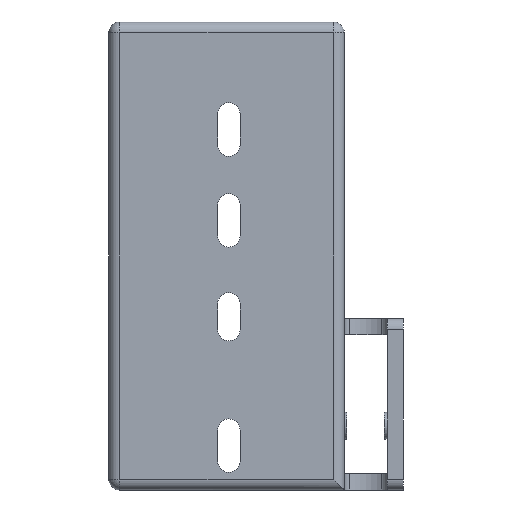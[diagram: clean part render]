
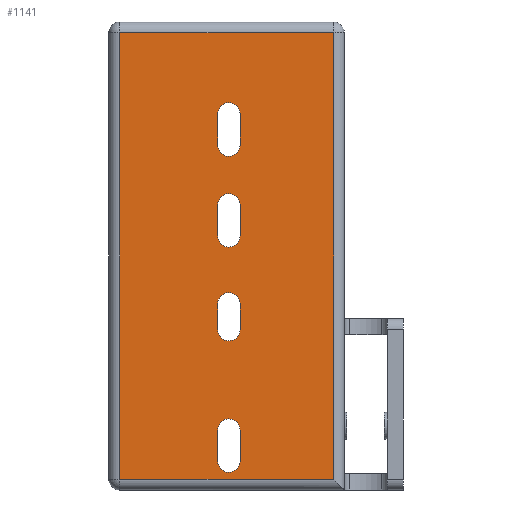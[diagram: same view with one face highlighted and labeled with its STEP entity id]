
A CAD part, front view. The second image highlights one B-rep face of the part: STEP entity #1141.
In plain terms, the highlighted planar face has unit normal (0, -1, 0).
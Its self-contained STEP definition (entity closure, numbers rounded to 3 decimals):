
#29=FACE_BOUND('',#172,.T.);
#30=FACE_BOUND('',#173,.T.);
#31=FACE_BOUND('',#174,.T.);
#32=FACE_BOUND('',#175,.T.);
#49=PLANE('',#1265);
#102=FACE_OUTER_BOUND('',#171,.T.);
#171=EDGE_LOOP('',(#932,#933,#934,#935));
#172=EDGE_LOOP('',(#936,#937,#938,#939));
#173=EDGE_LOOP('',(#940,#941,#942,#943));
#174=EDGE_LOOP('',(#944,#945,#946,#947));
#175=EDGE_LOOP('',(#948,#949,#950,#951));
#257=LINE('',#1886,#358);
#259=LINE('',#1899,#360);
#260=LINE('',#1902,#361);
#263=LINE('',#1907,#364);
#269=LINE('',#1923,#370);
#270=LINE('',#1927,#371);
#271=LINE('',#1931,#372);
#272=LINE('',#1935,#373);
#273=LINE('',#1939,#374);
#274=LINE('',#1943,#375);
#275=LINE('',#1947,#376);
#276=LINE('',#1951,#377);
#358=VECTOR('',#1499,10.);
#360=VECTOR('',#1515,10.);
#361=VECTOR('',#1520,10.);
#364=VECTOR('',#1527,10.);
#370=VECTOR('',#1543,10.);
#371=VECTOR('',#1546,10.);
#372=VECTOR('',#1549,10.);
#373=VECTOR('',#1552,10.);
#374=VECTOR('',#1555,10.);
#375=VECTOR('',#1558,10.);
#376=VECTOR('',#1561,10.);
#377=VECTOR('',#1564,10.);
#449=CIRCLE('',#1266,2.1);
#450=CIRCLE('',#1267,2.1);
#451=CIRCLE('',#1268,2.1);
#452=CIRCLE('',#1269,2.1);
#453=CIRCLE('',#1270,2.1);
#454=CIRCLE('',#1271,2.1);
#455=CIRCLE('',#1272,2.1);
#456=CIRCLE('',#1273,2.1);
#531=VERTEX_POINT('',#1875);
#532=VERTEX_POINT('',#1879);
#535=VERTEX_POINT('',#1892);
#537=VERTEX_POINT('',#1898);
#541=VERTEX_POINT('',#1921);
#542=VERTEX_POINT('',#1922);
#543=VERTEX_POINT('',#1924);
#544=VERTEX_POINT('',#1926);
#545=VERTEX_POINT('',#1929);
#546=VERTEX_POINT('',#1930);
#547=VERTEX_POINT('',#1932);
#548=VERTEX_POINT('',#1934);
#549=VERTEX_POINT('',#1937);
#550=VERTEX_POINT('',#1938);
#551=VERTEX_POINT('',#1940);
#552=VERTEX_POINT('',#1942);
#553=VERTEX_POINT('',#1945);
#554=VERTEX_POINT('',#1946);
#555=VERTEX_POINT('',#1948);
#556=VERTEX_POINT('',#1950);
#669=EDGE_CURVE('',#532,#531,#257,.T.);
#675=EDGE_CURVE('',#537,#532,#259,.T.);
#677=EDGE_CURVE('',#535,#537,#260,.T.);
#680=EDGE_CURVE('',#531,#535,#263,.T.);
#687=EDGE_CURVE('',#541,#542,#269,.T.);
#688=EDGE_CURVE('',#542,#543,#449,.T.);
#689=EDGE_CURVE('',#543,#544,#270,.T.);
#690=EDGE_CURVE('',#544,#541,#450,.T.);
#691=EDGE_CURVE('',#545,#546,#271,.T.);
#692=EDGE_CURVE('',#546,#547,#451,.T.);
#693=EDGE_CURVE('',#547,#548,#272,.T.);
#694=EDGE_CURVE('',#548,#545,#452,.T.);
#695=EDGE_CURVE('',#549,#550,#273,.T.);
#696=EDGE_CURVE('',#550,#551,#453,.T.);
#697=EDGE_CURVE('',#551,#552,#274,.T.);
#698=EDGE_CURVE('',#552,#549,#454,.T.);
#699=EDGE_CURVE('',#553,#554,#275,.T.);
#700=EDGE_CURVE('',#554,#555,#455,.T.);
#701=EDGE_CURVE('',#555,#556,#276,.T.);
#702=EDGE_CURVE('',#556,#553,#456,.T.);
#932=ORIENTED_EDGE('',*,*,#669,.F.);
#933=ORIENTED_EDGE('',*,*,#675,.F.);
#934=ORIENTED_EDGE('',*,*,#677,.F.);
#935=ORIENTED_EDGE('',*,*,#680,.F.);
#936=ORIENTED_EDGE('',*,*,#687,.T.);
#937=ORIENTED_EDGE('',*,*,#688,.T.);
#938=ORIENTED_EDGE('',*,*,#689,.T.);
#939=ORIENTED_EDGE('',*,*,#690,.T.);
#940=ORIENTED_EDGE('',*,*,#691,.T.);
#941=ORIENTED_EDGE('',*,*,#692,.T.);
#942=ORIENTED_EDGE('',*,*,#693,.T.);
#943=ORIENTED_EDGE('',*,*,#694,.T.);
#944=ORIENTED_EDGE('',*,*,#695,.T.);
#945=ORIENTED_EDGE('',*,*,#696,.T.);
#946=ORIENTED_EDGE('',*,*,#697,.T.);
#947=ORIENTED_EDGE('',*,*,#698,.T.);
#948=ORIENTED_EDGE('',*,*,#699,.T.);
#949=ORIENTED_EDGE('',*,*,#700,.T.);
#950=ORIENTED_EDGE('',*,*,#701,.T.);
#951=ORIENTED_EDGE('',*,*,#702,.T.);
#1141=ADVANCED_FACE('',(#102,#29,#30,#31,#32),#49,.F.);
#1265=AXIS2_PLACEMENT_3D('',#1920,#1541,#1542);
#1266=AXIS2_PLACEMENT_3D('',#1925,#1544,#1545);
#1267=AXIS2_PLACEMENT_3D('',#1928,#1547,#1548);
#1268=AXIS2_PLACEMENT_3D('',#1933,#1550,#1551);
#1269=AXIS2_PLACEMENT_3D('',#1936,#1553,#1554);
#1270=AXIS2_PLACEMENT_3D('',#1941,#1556,#1557);
#1271=AXIS2_PLACEMENT_3D('',#1944,#1559,#1560);
#1272=AXIS2_PLACEMENT_3D('',#1949,#1562,#1563);
#1273=AXIS2_PLACEMENT_3D('',#1952,#1565,#1566);
#1499=DIRECTION('',(0.,0.,1.));
#1515=DIRECTION('',(-1.,0.,0.));
#1520=DIRECTION('',(0.,0.,-1.));
#1527=DIRECTION('',(1.,0.,0.));
#1541=DIRECTION('center_axis',(0.,1.,0.));
#1542=DIRECTION('ref_axis',(-1.,0.,0.));
#1543=DIRECTION('',(0.,0.,1.));
#1544=DIRECTION('center_axis',(0.,1.,0.));
#1545=DIRECTION('ref_axis',(-1.,0.,0.));
#1546=DIRECTION('',(0.,0.,-1.));
#1547=DIRECTION('center_axis',(0.,1.,0.));
#1548=DIRECTION('ref_axis',(1.,0.,0.));
#1549=DIRECTION('',(0.,0.,-1.));
#1550=DIRECTION('center_axis',(0.,1.,0.));
#1551=DIRECTION('ref_axis',(1.,0.,0.));
#1552=DIRECTION('',(0.,0.,1.));
#1553=DIRECTION('center_axis',(0.,1.,0.));
#1554=DIRECTION('ref_axis',(-1.,0.,0.));
#1555=DIRECTION('',(0.,0.,-1.));
#1556=DIRECTION('center_axis',(0.,1.,0.));
#1557=DIRECTION('ref_axis',(1.,0.,0.));
#1558=DIRECTION('',(0.,0.,1.));
#1559=DIRECTION('center_axis',(0.,1.,0.));
#1560=DIRECTION('ref_axis',(-1.,0.,0.));
#1561=DIRECTION('',(0.,0.,1.));
#1562=DIRECTION('center_axis',(0.,1.,0.));
#1563=DIRECTION('ref_axis',(-1.,0.,0.));
#1564=DIRECTION('',(0.,0.,-1.));
#1565=DIRECTION('center_axis',(0.,1.,0.));
#1566=DIRECTION('ref_axis',(1.,0.,0.));
#1875=CARTESIAN_POINT('',(-38.,-2.,68.5));
#1879=CARTESIAN_POINT('',(-38.,-2.,-15.));
#1886=CARTESIAN_POINT('',(-38.,-2.,0.));
#1892=CARTESIAN_POINT('',(2.,-2.,68.5));
#1898=CARTESIAN_POINT('',(2.,-2.,-15.));
#1899=CARTESIAN_POINT('',(1.5,-2.,-15.));
#1902=CARTESIAN_POINT('',(2.,-2.,7.5));
#1907=CARTESIAN_POINT('',(-9.,-2.,68.5));
#1920=CARTESIAN_POINT('Origin',(0.,-2.,0.));
#1921=CARTESIAN_POINT('',(-19.684,-2.,30.502));
#1922=CARTESIAN_POINT('',(-19.684,-2.,36.302));
#1923=CARTESIAN_POINT('',(-19.684,-2.,18.151));
#1924=CARTESIAN_POINT('',(-15.484,-2.,36.302));
#1925=CARTESIAN_POINT('Origin',(-17.584,-2.,36.302));
#1926=CARTESIAN_POINT('',(-15.484,-2.,30.502));
#1927=CARTESIAN_POINT('',(-15.484,-2.,15.251));
#1928=CARTESIAN_POINT('Origin',(-17.584,-2.,30.502));
#1929=CARTESIAN_POINT('',(-15.484,-2.,-5.798));
#1930=CARTESIAN_POINT('',(-15.484,-2.,-11.598));
#1931=CARTESIAN_POINT('',(-15.484,-2.,-5.799));
#1932=CARTESIAN_POINT('',(-19.684,-2.,-11.598));
#1933=CARTESIAN_POINT('Origin',(-17.584,-2.,-11.598));
#1934=CARTESIAN_POINT('',(-19.684,-2.,-5.798));
#1935=CARTESIAN_POINT('',(-19.684,-2.,-2.899));
#1936=CARTESIAN_POINT('Origin',(-17.584,-2.,-5.798));
#1937=CARTESIAN_POINT('',(-15.484,-2.,53.302));
#1938=CARTESIAN_POINT('',(-15.484,-2.,47.502));
#1939=CARTESIAN_POINT('',(-15.484,-2.,23.751));
#1940=CARTESIAN_POINT('',(-19.684,-2.,47.502));
#1941=CARTESIAN_POINT('Origin',(-17.584,-2.,47.502));
#1942=CARTESIAN_POINT('',(-19.684,-2.,53.302));
#1943=CARTESIAN_POINT('',(-19.684,-2.,26.651));
#1944=CARTESIAN_POINT('Origin',(-17.584,-2.,53.302));
#1945=CARTESIAN_POINT('',(-19.684,-2.,13.002));
#1946=CARTESIAN_POINT('',(-19.684,-2.,17.802));
#1947=CARTESIAN_POINT('',(-19.684,-2.,8.901));
#1948=CARTESIAN_POINT('',(-15.484,-2.,17.802));
#1949=CARTESIAN_POINT('Origin',(-17.584,-2.,17.802));
#1950=CARTESIAN_POINT('',(-15.484,-2.,13.002));
#1951=CARTESIAN_POINT('',(-15.484,-2.,6.501));
#1952=CARTESIAN_POINT('Origin',(-17.584,-2.,13.002));
